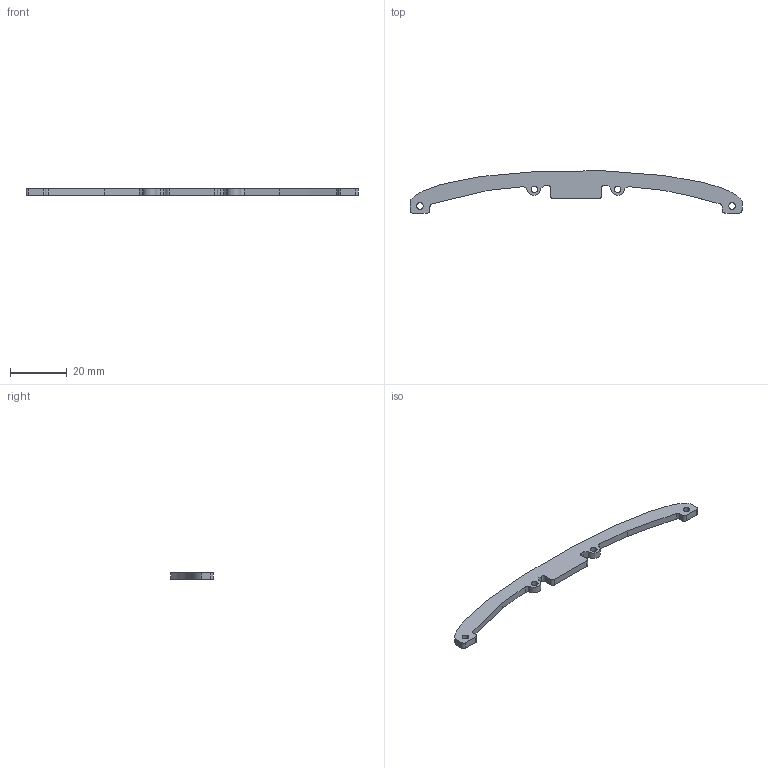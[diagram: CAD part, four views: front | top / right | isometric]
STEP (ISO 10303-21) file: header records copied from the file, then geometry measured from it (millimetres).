
FILE_DESCRIPTION (( 'STEP AP214' ), '1' );
FILE_NAME ('SensorBoard_projectinSolidFixedSensorPos.STEP', '2023-06-12T19:17:32', ( '' ), ( '' ), 'SwSTEP 2.0', 'SolidWorks 2021', '' );
FILE_SCHEMA (( 'AUTOMOTIVE_DESIGN' ));
Length unit declared in the file: millimetre
Products named in the file (1): SensorBoard_projectinSolidFixedSensorPos
Bounding box: 117 x 14.88 x 2.4 mm (x, y, z)
Volume: 1799.2 mm3; surface area: 2207.5 mm2
Topology: 1 solids, 1 shells, 42 faces, 120 edges, 80 vertices
Faces by surface type: cylinder 20, plane 19, bspline 3
Entity records: 1449 total; most frequent: CARTESIAN_POINT 282, ORIENTED_EDGE 240, DIRECTION 234, EDGE_CURVE 120, AXIS2_PLACEMENT_3D 80, VERTEX_POINT 80, LINE 74, VECTOR 74
